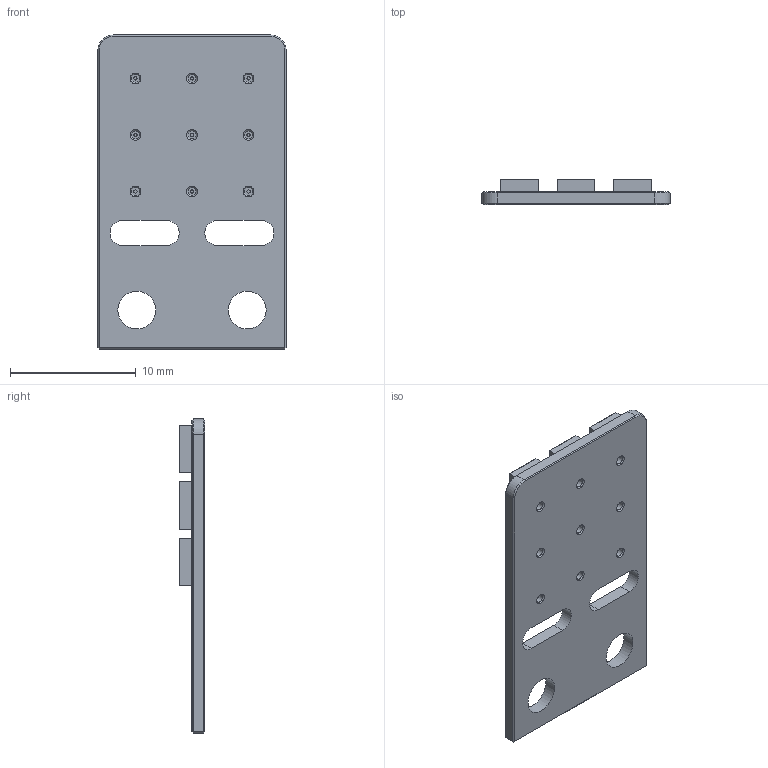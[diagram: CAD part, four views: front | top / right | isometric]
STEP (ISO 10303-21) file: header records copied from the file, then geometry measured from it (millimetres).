
FILE_DESCRIPTION(/* description */ (''),/* implementation_level */ '2;1');
FILE_NAME(/* name */ 'FAT MEMS Array A1 v2.step',/* time_stamp */ '2016-02-27T02:45:46+01:00',/* author */ (''),/* organization */ (''),/* preprocessor_version */ 'ST-DEVELOPER v16.2',/* originating_system */ 'Autodesk Translation Framework v4.3.0.3010',/* authorisation */ '');
FILE_SCHEMA (('AUTOMOTIVE_DESIGN { 1 0 10303 214 3 1 1 }'));
Length unit declared in the file: centimetre
Products named in the file (4): FAT MEMS Array A1 v2; MEMS Microphone ST MP33AB01H v1; Component1; Component1_1
Assembly tree (11 placements, depth 3):
  FAT MEMS Array A1 v2
    MEMS Microphone ST MP33AB01H v1  x9
      Component1
    Component1_1
Bounding box: 15 x 2 x 25 mm (x, y, z)
Volume: 435.1 mm3; surface area: 1130.1 mm2
Topology: 10 solids, 10 shells, 1197 faces, 3016 edges, 1974 vertices
Faces by surface type: plane 636, bspline 450, cylinder 89, cone 22
Full cylindrical faces by diameter (mm): 0.125 x9, 0.25 x9, 0.283 x9, 0.5 x9, 0.65 x18, 0.723 x18, 1.25 x9, 3 x2
Entity records: 6018 total; most frequent: CARTESIAN_POINT 1775, ORIENTED_EDGE 854, DIRECTION 707, EDGE_CURVE 427, VERTEX_POINT 294, EDGE_LOOP 267, LINE 255, VECTOR 255
